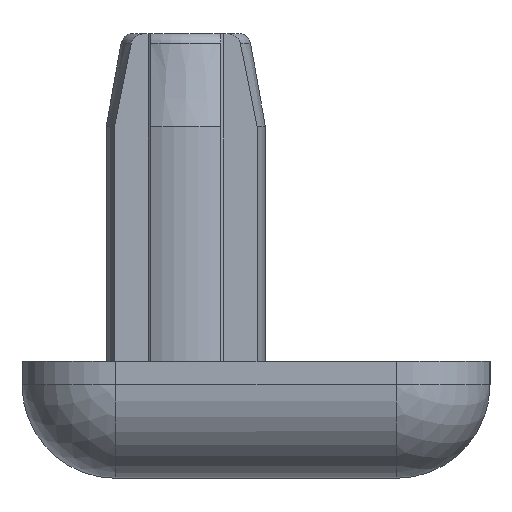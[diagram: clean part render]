
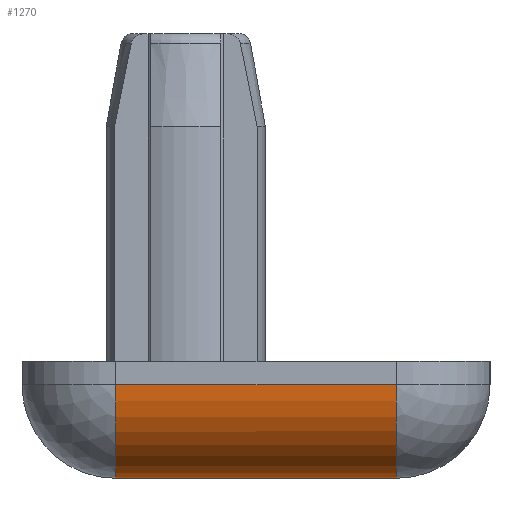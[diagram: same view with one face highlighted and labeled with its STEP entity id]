
A CAD part, left-side view. The second image highlights one B-rep face of the part: STEP entity #1270.
In plain terms, the highlighted cylindrical face has radius 2 mm (diameter 4 mm), a partial arc.
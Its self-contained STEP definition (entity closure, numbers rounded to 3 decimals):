
#101=LINE('',#1929,#199);
#102=LINE('',#1930,#200);
#199=VECTOR('',#1548,10.);
#200=VECTOR('',#1549,10.);
#294=CYLINDRICAL_SURFACE('',#1377,2.);
#323=FACE_OUTER_BOUND('',#398,.T.);
#398=EDGE_LOOP('',(#885,#886,#887,#888));
#470=CIRCLE('',#1360,2.);
#480=CIRCLE('',#1374,2.);
#538=VERTEX_POINT('',#1890);
#539=VERTEX_POINT('',#1891);
#549=VERTEX_POINT('',#1917);
#550=VERTEX_POINT('',#1919);
#666=EDGE_CURVE('',#538,#539,#470,.F.);
#680=EDGE_CURVE('',#549,#550,#480,.F.);
#684=EDGE_CURVE('',#539,#549,#101,.T.);
#685=EDGE_CURVE('',#550,#538,#102,.T.);
#885=ORIENTED_EDGE('',*,*,#666,.T.);
#886=ORIENTED_EDGE('',*,*,#684,.T.);
#887=ORIENTED_EDGE('',*,*,#680,.T.);
#888=ORIENTED_EDGE('',*,*,#685,.T.);
#1270=ADVANCED_FACE('',(#323),#294,.T.);
#1360=AXIS2_PLACEMENT_3D('',#1892,#1506,#1507);
#1374=AXIS2_PLACEMENT_3D('',#1921,#1538,#1539);
#1377=AXIS2_PLACEMENT_3D('',#1928,#1546,#1547);
#1506=DIRECTION('center_axis',(0.,1.,0.));
#1507=DIRECTION('ref_axis',(-1.,0.,0.));
#1538=DIRECTION('center_axis',(0.,-1.,0.));
#1539=DIRECTION('ref_axis',(0.,0.,-1.));
#1546=DIRECTION('center_axis',(0.,1.,0.));
#1547=DIRECTION('ref_axis',(-0.707,0.,-0.707));
#1548=DIRECTION('',(0.,-1.,0.));
#1549=DIRECTION('',(0.,1.,0.));
#1890=CARTESIAN_POINT('',(-20.,3.,-0.5));
#1891=CARTESIAN_POINT('',(-18.,3.,-2.5));
#1892=CARTESIAN_POINT('Origin',(-18.,3.,-0.5));
#1917=CARTESIAN_POINT('',(-18.,-3.,-2.5));
#1919=CARTESIAN_POINT('',(-20.,-3.,-0.5));
#1921=CARTESIAN_POINT('Origin',(-18.,-3.,-0.5));
#1928=CARTESIAN_POINT('Origin',(-18.,0.,-0.5));
#1929=CARTESIAN_POINT('',(-18.,0.,-2.5));
#1930=CARTESIAN_POINT('',(-20.,0.,-0.5));
